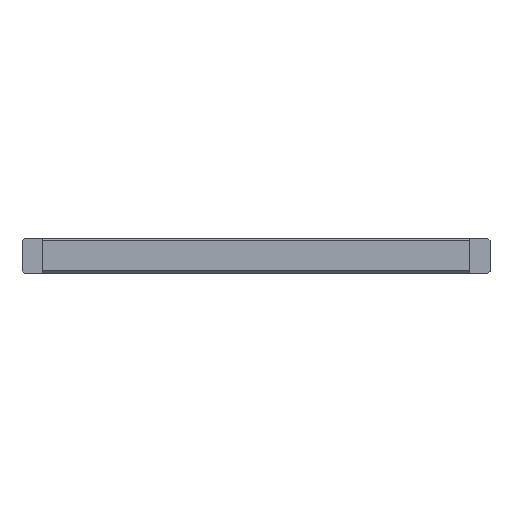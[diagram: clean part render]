
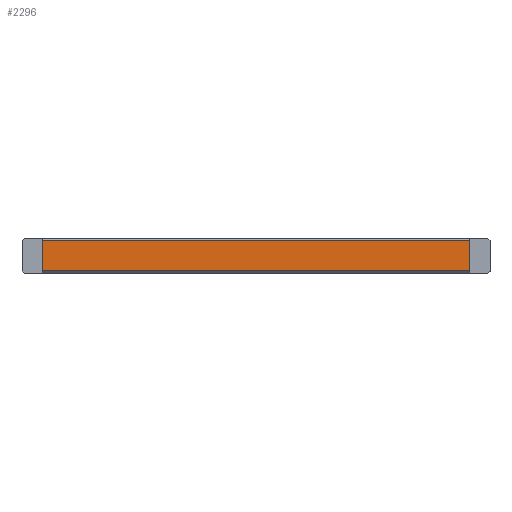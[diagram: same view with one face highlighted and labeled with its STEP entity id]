
A CAD part, top view. The second image highlights one B-rep face of the part: STEP entity #2296.
In plain terms, the highlighted planar face has unit normal (0, 0, 1).
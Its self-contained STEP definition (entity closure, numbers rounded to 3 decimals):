
#198 = VERTEX_POINT ( 'NONE', #618 ) ;
#288 = LINE ( 'NONE', #2292, #990 ) ;
#337 = ORIENTED_EDGE ( 'NONE', *, *, #824, .T. ) ;
#391 = VERTEX_POINT ( 'NONE', #1772 ) ;
#484 = CARTESIAN_POINT ( 'NONE',  ( 91.25, 0., 100. ) ) ;
#496 = PLANE ( 'NONE',  #1565 ) ;
#618 = CARTESIAN_POINT ( 'NONE',  ( 91.25, 14., 100. ) ) ;
#667 = LINE ( 'NONE', #1044, #2211 ) ;
#824 = EDGE_CURVE ( 'NONE', #1915, #198, #1003, .T. ) ;
#876 = CARTESIAN_POINT ( 'NONE',  ( 91.25, 1., 100. ) ) ;
#990 = VECTOR ( 'NONE', #1193, 1000. ) ;
#1003 = LINE ( 'NONE', #484, #1875 ) ;
#1044 = CARTESIAN_POINT ( 'NONE',  ( -100., 14., 100. ) ) ;
#1084 = EDGE_CURVE ( 'NONE', #391, #1217, #1315, .T. ) ;
#1085 = ORIENTED_EDGE ( 'NONE', *, *, #1084, .F. ) ;
#1165 = EDGE_CURVE ( 'NONE', #391, #1915, #288, .T. ) ;
#1193 = DIRECTION ( 'NONE',  ( 1., 0., 0. ) ) ;
#1217 = VERTEX_POINT ( 'NONE', #1906 ) ;
#1227 = DIRECTION ( 'NONE',  ( -1., 0., 0. ) ) ;
#1240 = CARTESIAN_POINT ( 'NONE',  ( -100., 15., 100. ) ) ;
#1315 = LINE ( 'NONE', #1688, #1595 ) ;
#1366 = DIRECTION ( 'NONE',  ( 0., 1., 0. ) ) ;
#1412 = DIRECTION ( 'NONE',  ( -1., 0., 0. ) ) ;
#1469 = ORIENTED_EDGE ( 'NONE', *, *, #1165, .T. ) ;
#1565 = AXIS2_PLACEMENT_3D ( 'NONE', #1240, #1566, #1412 ) ;
#1566 = DIRECTION ( 'NONE',  ( 0., 0., -1. ) ) ;
#1595 = VECTOR ( 'NONE', #2218, 1000. ) ;
#1596 = EDGE_LOOP ( 'NONE', ( #1085, #1469, #337, #1602 ) ) ;
#1602 = ORIENTED_EDGE ( 'NONE', *, *, #2309, .T. ) ;
#1688 = CARTESIAN_POINT ( 'NONE',  ( -91.25, 0., 100. ) ) ;
#1772 = CARTESIAN_POINT ( 'NONE',  ( -91.25, 1., 100. ) ) ;
#1875 = VECTOR ( 'NONE', #1366, 1000. ) ;
#1906 = CARTESIAN_POINT ( 'NONE',  ( -91.25, 14., 100. ) ) ;
#1915 = VERTEX_POINT ( 'NONE', #876 ) ;
#2069 = FACE_OUTER_BOUND ( 'NONE', #1596, .T. ) ;
#2211 = VECTOR ( 'NONE', #1227, 1000. ) ;
#2218 = DIRECTION ( 'NONE',  ( 0., 1., 0. ) ) ;
#2292 = CARTESIAN_POINT ( 'NONE',  ( 91.25, 1., 100. ) ) ;
#2296 = ADVANCED_FACE ( 'NONE', ( #2069 ), #496, .F. ) ;
#2309 = EDGE_CURVE ( 'NONE', #198, #1217, #667, .T. ) ;
